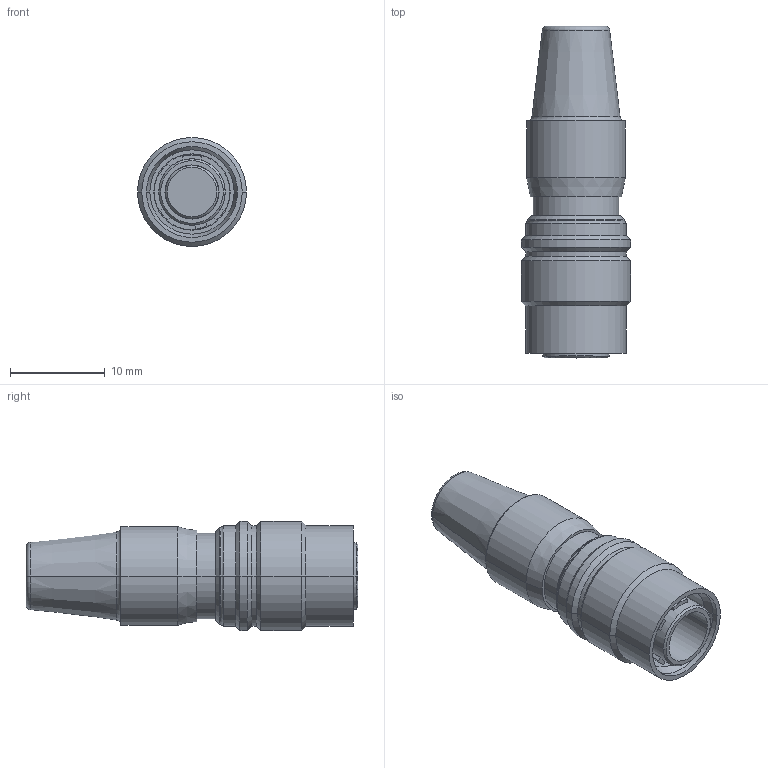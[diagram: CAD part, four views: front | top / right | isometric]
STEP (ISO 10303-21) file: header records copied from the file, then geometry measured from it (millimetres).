
FILE_DESCRIPTION(('CoCreate Modeling STEP Export'),'2;1');
FILE_NAME('HR10A-7P-4P.stp','2009-10-07T18:23:52',(''),(''),'CoCreate Modeling STEP processor for AP214 (Solid Model)','CoCreate Modeling 16.00B 02-Dec-2008 (C) Parametric Technology GmbH','');
FILE_SCHEMA(('AUTOMOTIVE_DESIGN { 1 0 10303 214 1 1 1 1 }'));
Length unit declared in the file: millimetre
Products named in the file (1): HR10A-7P-4P
Bounding box: 11.5 x 35 x 11.5 mm (x, y, z)
Volume: 2422 mm3; surface area: 1711.2 mm2
Topology: 1 solids, 1 shells, 110 faces, 249 edges, 151 vertices
Faces by surface type: cylinder 37, plane 31, cone 20, torus 14, bspline 8
Entity records: 4125 total; most frequent: CARTESIAN_POINT 1984, ORIENTED_EDGE 498, DIRECTION 370, EDGE_CURVE 249, VERTEX_POINT 151, AXIS2_PLACEMENT_3D 137, EDGE_LOOP 120, FACE_OUTER_BOUND 110
